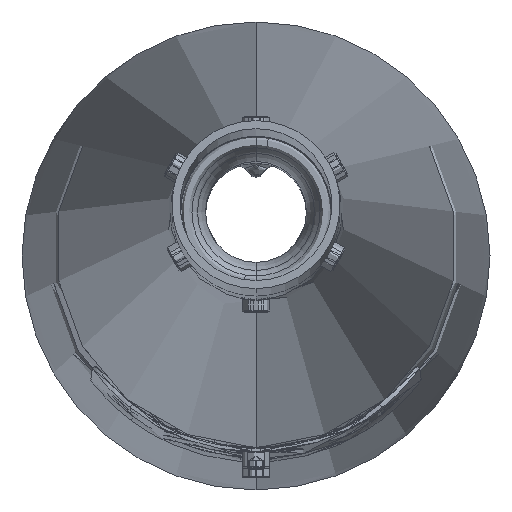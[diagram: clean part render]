
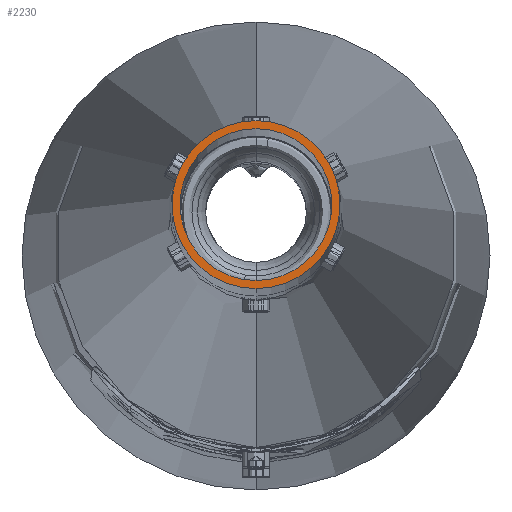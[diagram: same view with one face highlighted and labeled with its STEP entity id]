
A CAD part, top view. The second image highlights one B-rep face of the part: STEP entity #2230.
In plain terms, the highlighted face is planar.
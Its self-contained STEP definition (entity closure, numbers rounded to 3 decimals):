
#65 = DIRECTION ( 'NONE',  ( 0., 0., -1. ) ) ;
#134 = CARTESIAN_POINT ( 'NONE',  ( 0., 1500., 27.25 ) ) ;
#203 = AXIS2_PLACEMENT_3D ( 'NONE', #3191, #5930, #8003 ) ;
#540 = DIRECTION ( 'NONE',  ( 0., 0., 1. ) ) ;
#833 = FACE_OUTER_BOUND ( 'NONE', #2325, .T. ) ;
#1025 = VERTEX_POINT ( 'NONE', #2373 ) ;
#1394 = FACE_BOUND ( 'NONE', #8698, .T. ) ;
#1633 = DIRECTION ( 'NONE',  ( 0., 0., 1. ) ) ;
#2049 = AXIS2_PLACEMENT_3D ( 'NONE', #4144, #6850, #65 ) ;
#2230 = ADVANCED_FACE ( 'NONE', ( #833, #1394 ), #5570, .F. ) ;
#2325 = EDGE_LOOP ( 'NONE', ( #4719, #2371 ) ) ;
#2371 = ORIENTED_EDGE ( 'NONE', *, *, #3403, .T. ) ;
#2373 = CARTESIAN_POINT ( 'NONE',  ( 0., 1500., 30.15 ) ) ;
#2576 = CARTESIAN_POINT ( 'NONE',  ( 0., 1500., -30.15 ) ) ;
#3167 = DIRECTION ( 'NONE',  ( 0., 1., 0. ) ) ;
#3191 = CARTESIAN_POINT ( 'NONE',  ( 0., 1500., 0. ) ) ;
#3403 = EDGE_CURVE ( 'NONE', #5778, #1025, #8553, .T. ) ;
#4144 = CARTESIAN_POINT ( 'NONE',  ( 0., 1500., 0. ) ) ;
#4158 = CIRCLE ( 'NONE', #7571, 27.25 ) ;
#4338 = EDGE_CURVE ( 'NONE', #6988, #7946, #6426, .T. ) ;
#4383 = CIRCLE ( 'NONE', #7796, 30.15 ) ;
#4604 = CARTESIAN_POINT ( 'NONE',  ( 0., 1500., 0. ) ) ;
#4719 = ORIENTED_EDGE ( 'NONE', *, *, #8917, .T. ) ;
#4897 = EDGE_CURVE ( 'NONE', #7946, #6988, #4158, .T. ) ;
#5110 = ORIENTED_EDGE ( 'NONE', *, *, #4897, .F. ) ;
#5348 = ORIENTED_EDGE ( 'NONE', *, *, #4338, .F. ) ;
#5512 = CARTESIAN_POINT ( 'NONE',  ( 0., 1500., -27.25 ) ) ;
#5570 = PLANE ( 'NONE',  #2049 ) ;
#5778 = VERTEX_POINT ( 'NONE', #2576 ) ;
#5930 = DIRECTION ( 'NONE',  ( 0., 1., 0. ) ) ;
#6426 = CIRCLE ( 'NONE', #203, 27.25 ) ;
#6520 = CARTESIAN_POINT ( 'NONE',  ( 0., 1500., 0. ) ) ;
#6850 = DIRECTION ( 'NONE',  ( 0., -1., 0. ) ) ;
#6988 = VERTEX_POINT ( 'NONE', #5512 ) ;
#7275 = DIRECTION ( 'NONE',  ( 0., 1., 0. ) ) ;
#7571 = AXIS2_PLACEMENT_3D ( 'NONE', #6520, #3167, #540 ) ;
#7732 = DIRECTION ( 'NONE',  ( 0., 1., 0. ) ) ;
#7796 = AXIS2_PLACEMENT_3D ( 'NONE', #8302, #7732, #1633 ) ;
#7946 = VERTEX_POINT ( 'NONE', #134 ) ;
#8003 = DIRECTION ( 'NONE',  ( 0., 0., 1. ) ) ;
#8065 = DIRECTION ( 'NONE',  ( 0., 0., 1. ) ) ;
#8302 = CARTESIAN_POINT ( 'NONE',  ( 0., 1500., 0. ) ) ;
#8553 = CIRCLE ( 'NONE', #8692, 30.15 ) ;
#8692 = AXIS2_PLACEMENT_3D ( 'NONE', #4604, #7275, #8065 ) ;
#8698 = EDGE_LOOP ( 'NONE', ( #5110, #5348 ) ) ;
#8917 = EDGE_CURVE ( 'NONE', #1025, #5778, #4383, .T. ) ;
